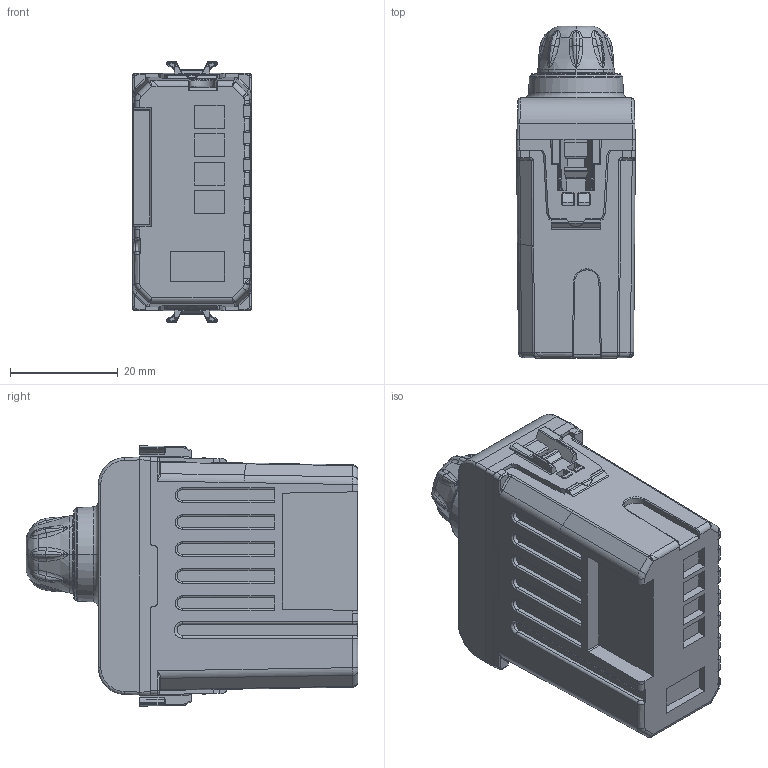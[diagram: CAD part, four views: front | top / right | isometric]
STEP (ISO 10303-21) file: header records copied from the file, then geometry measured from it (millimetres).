
FILE_DESCRIPTION(('CATIA V5 STEP Exchange','CAx-IF Rec.Pracs.--- Model Styling and Organization---1.4--- 2014-01-23'),'2;1');
FILE_NAME('GW10575.stp','2024-02-06T10:34:01+00:00',('none'),('none'),'CATIA Version 5-6 Release 2019 SP6','CATIA V5 STEP AP214 v1','none');
FILE_SCHEMA(('AUTOMOTIVE_DESIGN { 1 0 10303 214 1 1 1 1 }'));
Products named in the file (1): GW10575
Bounding box: 22 x 61.45 x 48.25 mm (x, y, z)
Volume: 41471.3 mm3; surface area: 12884.8 mm2
Topology: 2 solids, 9 shells, 1109 faces, 3062 edges, 1954 vertices
Faces by surface type: plane 506, cylinder 278, bspline 257, torus 25, cone 21, sphere 17, extrusion 5
Entity records: 58071 total; most frequent: CARTESIAN_POINT 33235, ORIENTED_EDGE 6088, EDGE_CURVE 3044, DIRECTION 2971, VERTEX_POINT 1954, VECTOR 1393, B_SPLINE_CURVE_WITH_KNOTS 1392, LINE 1388
